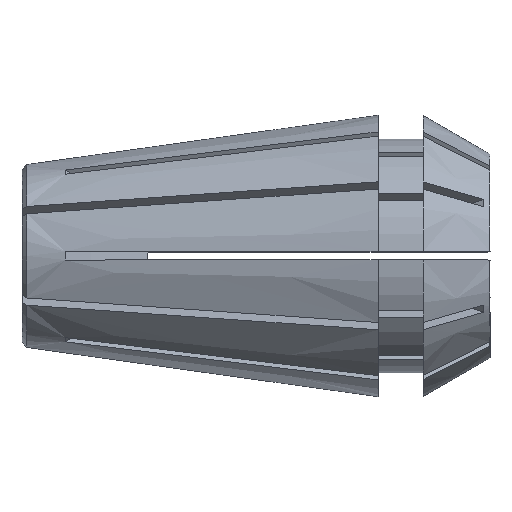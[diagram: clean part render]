
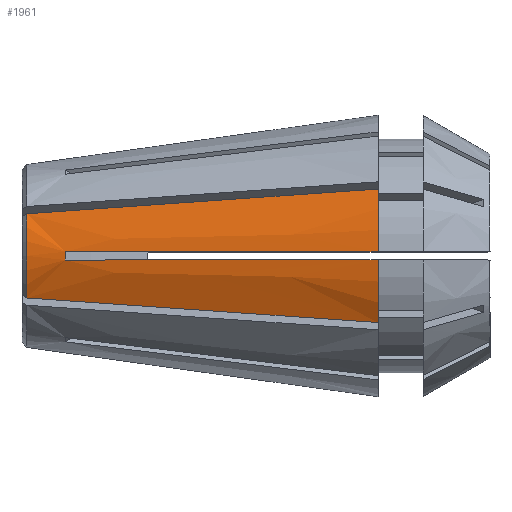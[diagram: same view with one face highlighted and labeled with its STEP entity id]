
A CAD part, top view. The second image highlights one B-rep face of the part: STEP entity #1961.
In plain terms, the highlighted conical face has half-angle 8 degrees and reference radius 6.928 mm.
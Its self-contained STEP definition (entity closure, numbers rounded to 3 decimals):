
#28=CONICAL_SURFACE('',#2151,6.928,8.);
#42=B_SPLINE_CURVE_WITH_KNOTS('',3,(#2993,#2994,#2995,#2996,#2997,#2998),
 .UNSPECIFIED.,.F.,.F.,(4,2,4),(3.487,3.512,3.537),
 .UNSPECIFIED.);
#160=FACE_OUTER_BOUND('',#264,.T.);
#264=EDGE_LOOP('',(#1693,#1694,#1695,#1696,#1697,#1698,#1699,#1700));
#305=(
BOUNDED_CURVE()
B_SPLINE_CURVE(2,(#2968,#2969,#2970),.UNSPECIFIED.,.F.,.F.)
B_SPLINE_CURVE_WITH_KNOTS((3,3),(0.,1.869),.UNSPECIFIED.)
CURVE()
GEOMETRIC_REPRESENTATION_ITEM()
RATIONAL_B_SPLINE_CURVE((1.,1.019,1.002))
REPRESENTATION_ITEM('')
);
#308=(
BOUNDED_CURVE()
B_SPLINE_CURVE(2,(#3014,#3015,#3016),.UNSPECIFIED.,.F.,.F.)
B_SPLINE_CURVE_WITH_KNOTS((3,3),(0.115,1.984),
 .UNSPECIFIED.)
CURVE()
GEOMETRIC_REPRESENTATION_ITEM()
RATIONAL_B_SPLINE_CURVE((1.002,1.019,1.))
REPRESENTATION_ITEM('')
);
#330=(
BOUNDED_CURVE()
B_SPLINE_CURVE(2,(#3427,#3428,#3429),.UNSPECIFIED.,.F.,.F.)
B_SPLINE_CURVE_WITH_KNOTS((3,3),(0.,2.121),.UNSPECIFIED.)
CURVE()
GEOMETRIC_REPRESENTATION_ITEM()
RATIONAL_B_SPLINE_CURVE((1.,1.023,1.))
REPRESENTATION_ITEM('')
);
#333=(
BOUNDED_CURVE()
B_SPLINE_CURVE(2,(#3466,#3467,#3468),.UNSPECIFIED.,.F.,.F.)
B_SPLINE_CURVE_WITH_KNOTS((3,3),(0.,2.121),.UNSPECIFIED.)
CURVE()
GEOMETRIC_REPRESENTATION_ITEM()
RATIONAL_B_SPLINE_CURVE((1.,1.023,1.))
REPRESENTATION_ITEM('')
);
#388=CIRCLE('',#2082,8.425);
#417=CIRCLE('',#2140,5.473);
#423=CIRCLE('',#2152,8.425);
#767=VERTEX_POINT('',#2965);
#768=VERTEX_POINT('',#2967);
#774=VERTEX_POINT('',#2991);
#780=VERTEX_POINT('',#3012);
#824=VERTEX_POINT('',#3215);
#882=VERTEX_POINT('',#3426);
#892=VERTEX_POINT('',#3463);
#893=VERTEX_POINT('',#3465);
#979=EDGE_CURVE('',#768,#767,#305,.T.);
#987=EDGE_CURVE('',#767,#774,#42,.T.);
#994=EDGE_CURVE('',#774,#780,#308,.T.);
#1070=EDGE_CURVE('',#768,#824,#388,.T.);
#1149=EDGE_CURVE('',#882,#824,#330,.T.);
#1166=EDGE_CURVE('',#893,#892,#333,.T.);
#1178=EDGE_CURVE('',#882,#892,#417,.T.);
#1186=EDGE_CURVE('',#893,#780,#423,.T.);
#1693=ORIENTED_EDGE('',*,*,#994,.T.);
#1694=ORIENTED_EDGE('',*,*,#1186,.F.);
#1695=ORIENTED_EDGE('',*,*,#1166,.T.);
#1696=ORIENTED_EDGE('',*,*,#1178,.F.);
#1697=ORIENTED_EDGE('',*,*,#1149,.T.);
#1698=ORIENTED_EDGE('',*,*,#1070,.F.);
#1699=ORIENTED_EDGE('',*,*,#979,.T.);
#1700=ORIENTED_EDGE('',*,*,#987,.T.);
#1961=ADVANCED_FACE('',(#160),#28,.T.);
#2082=AXIS2_PLACEMENT_3D('',#3216,#2450,#2451);
#2140=AXIS2_PLACEMENT_3D('',#3493,#2624,#2625);
#2151=AXIS2_PLACEMENT_3D('',#3512,#2646,#2647);
#2152=AXIS2_PLACEMENT_3D('',#3513,#2648,#2649);
#2450=DIRECTION('center_axis',(1.,0.,0.));
#2451=DIRECTION('ref_axis',(0.,1.,0.));
#2624=DIRECTION('center_axis',(-1.,0.,0.));
#2625=DIRECTION('ref_axis',(0.,-1.,0.));
#2646=DIRECTION('center_axis',(1.,0.,0.));
#2647=DIRECTION('ref_axis',(0.,1.,0.));
#2648=DIRECTION('center_axis',(1.,0.,0.));
#2649=DIRECTION('ref_axis',(0.,1.,0.));
#2965=CARTESIAN_POINT('',(2.597,-0.25,5.791));
#2967=CARTESIAN_POINT('',(21.3,-0.25,8.421));
#2968=CARTESIAN_POINT('Ctrl Pts',(21.3,-0.25,8.421));
#2969=CARTESIAN_POINT('Ctrl Pts',(10.218,-0.25,6.863));
#2970=CARTESIAN_POINT('Ctrl Pts',(2.597,-0.25,5.791));
#2991=CARTESIAN_POINT('',(2.597,0.25,5.791));
#2993=CARTESIAN_POINT('Ctrl Pts',(2.597,-0.25,5.791));
#2994=CARTESIAN_POINT('Ctrl Pts',(2.594,-0.167,5.794));
#2995=CARTESIAN_POINT('Ctrl Pts',(2.592,-0.083,
5.796));
#2996=CARTESIAN_POINT('Ctrl Pts',(2.592,0.083,5.796));
#2997=CARTESIAN_POINT('Ctrl Pts',(2.594,0.167,5.794));
#2998=CARTESIAN_POINT('Ctrl Pts',(2.597,0.25,5.791));
#3012=CARTESIAN_POINT('',(21.3,0.25,8.421));
#3014=CARTESIAN_POINT('Ctrl Pts',(2.597,0.25,5.791));
#3015=CARTESIAN_POINT('Ctrl Pts',(10.218,0.25,6.863));
#3016=CARTESIAN_POINT('Ctrl Pts',(21.3,0.25,8.421));
#3215=CARTESIAN_POINT('',(21.3,-3.994,7.418));
#3216=CARTESIAN_POINT('Origin',(21.3,0.,0.));
#3426=CARTESIAN_POINT('',(0.297,-2.517,4.86));
#3427=CARTESIAN_POINT('Ctrl Pts',(0.297,-2.517,4.86));
#3428=CARTESIAN_POINT('Ctrl Pts',(8.565,-3.099,5.867));
#3429=CARTESIAN_POINT('Ctrl Pts',(21.3,-3.994,7.418));
#3463=CARTESIAN_POINT('',(0.297,2.517,4.86));
#3465=CARTESIAN_POINT('',(21.3,3.994,7.418));
#3466=CARTESIAN_POINT('Ctrl Pts',(21.3,3.994,7.418));
#3467=CARTESIAN_POINT('Ctrl Pts',(8.565,3.099,5.867));
#3468=CARTESIAN_POINT('Ctrl Pts',(0.297,2.517,4.86));
#3493=CARTESIAN_POINT('Origin',(0.297,0.,0.));
#3512=CARTESIAN_POINT('Origin',(10.65,0.,0.));
#3513=CARTESIAN_POINT('Origin',(21.3,0.,0.));
